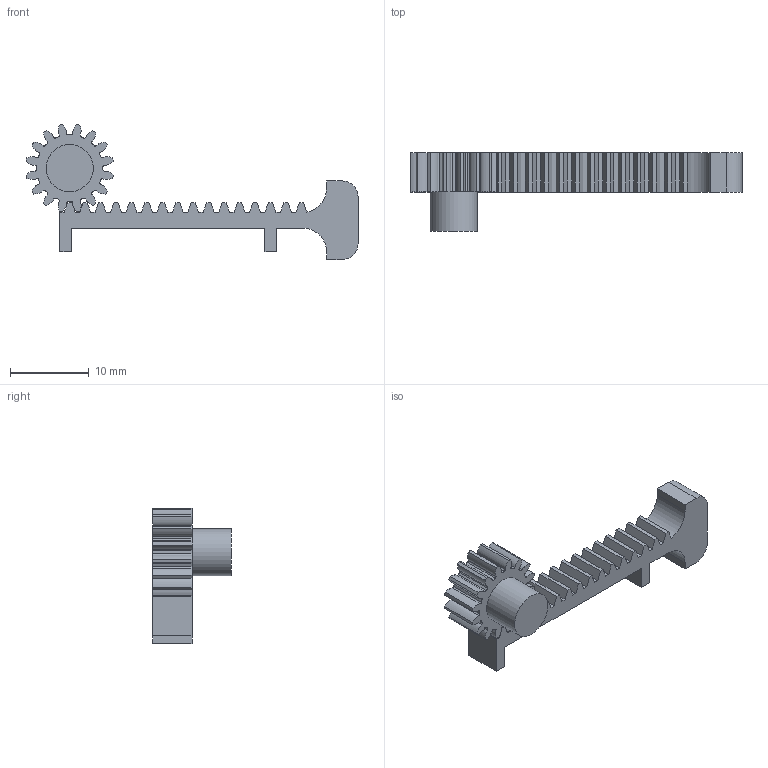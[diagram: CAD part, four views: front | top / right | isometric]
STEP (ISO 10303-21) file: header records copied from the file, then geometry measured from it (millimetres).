
FILE_DESCRIPTION(/* description */ ('STEP AP242','CAx-IF Rec.Pracs.---Representation and Presentation of Product Manufacturing Information (PMI)---4.0---2014-10-13','CAx-IF Rec.Pracs.---3D Tessellated Geometry---0.4---2014-09-14','2;1'),/* implementation_level */ '2;1');
FILE_NAME(/* name */ '66cf6e8d0f9d0e6bf1b73e77',/* time_stamp */ '2024-08-28T18:38:05Z',/* author */ (''),/* organization */ (''),/* preprocessor_version */ 'ST-DEVELOPER v20',/* originating_system */ ' ',/* authorisation */ ' ');
FILE_SCHEMA (('AP242_MANAGED_MODEL_BASED_3D_ENGINEERING_MIM_LF { 1 0 10303 442 1 1 4 }'));
Length unit declared in the file: metre
Products named in the file (2): Rack; Gear
Bounding box: 42.21 x 10 x 17.18 mm (x, y, z)
Volume: 1158 mm3; surface area: 1554 mm2
Topology: 2 solids, 2 shells, 224 faces, 654 edges, 436 vertices
Faces by surface type: plane 123, cylinder 69, bspline 32
Full cylindrical faces by diameter (mm): 6 x1
Entity records: 10063 total; most frequent: CARTESIAN_POINT 4163, ORIENTED_EDGE 1306, DIRECTION 1115, EDGE_CURVE 653, LINE 451, VECTOR 451, VERTEX_POINT 436, AXIS2_PLACEMENT_3D 332
